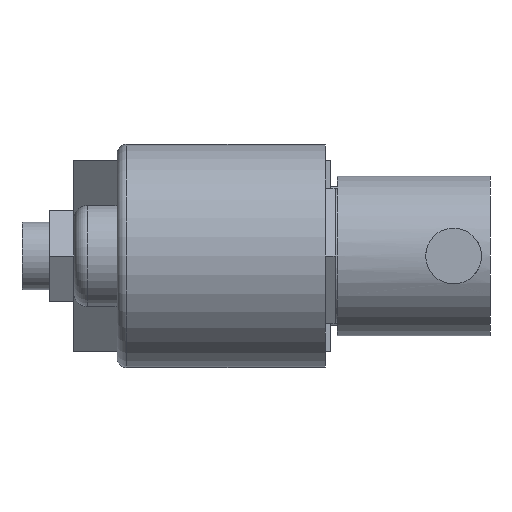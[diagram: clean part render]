
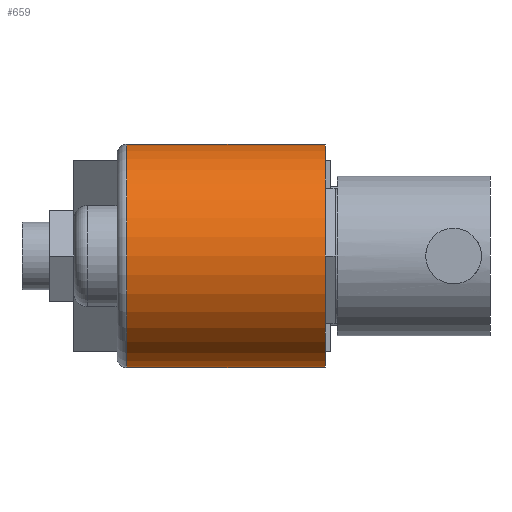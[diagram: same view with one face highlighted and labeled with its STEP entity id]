
A CAD part, left-side view. The second image highlights one B-rep face of the part: STEP entity #659.
In plain terms, the highlighted cylindrical face has radius 21 mm (diameter 42 mm), a partial arc.
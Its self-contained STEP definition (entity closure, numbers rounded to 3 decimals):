
#141 = CARTESIAN_POINT ( 'NONE',  ( 0., 46.82, -21. ) ) ;
#252 = AXIS2_PLACEMENT_3D ( 'NONE', #1862, #2065, #1872 ) ;
#269 = VERTEX_POINT ( 'NONE', #1804 ) ;
#504 = CARTESIAN_POINT ( 'NONE',  ( 0., 48.62, -21. ) ) ;
#527 = DIRECTION ( 'NONE',  ( 0., 1., 0. ) ) ;
#567 = ORIENTED_EDGE ( 'NONE', *, *, #1545, .T. ) ;
#605 = CARTESIAN_POINT ( 'NONE',  ( 0., 46.82, 0. ) ) ;
#659 = ADVANCED_FACE ( 'NONE', ( #1650 ), #2768, .T. ) ;
#725 = LINE ( 'NONE', #504, #952 ) ;
#952 = VECTOR ( 'NONE', #1661, 1000. ) ;
#1002 = LINE ( 'NONE', #1707, #1276 ) ;
#1024 = EDGE_CURVE ( 'NONE', #2788, #269, #1002, .T. ) ;
#1129 = CIRCLE ( 'NONE', #2414, 21. ) ;
#1276 = VECTOR ( 'NONE', #1929, 1000. ) ;
#1445 = ORIENTED_EDGE ( 'NONE', *, *, #1980, .T. ) ;
#1545 = EDGE_CURVE ( 'NONE', #2788, #1578, #1900, .T. ) ;
#1578 = VERTEX_POINT ( 'NONE', #141 ) ;
#1606 = CARTESIAN_POINT ( 'NONE',  ( 0., 9.42, -21. ) ) ;
#1650 = FACE_OUTER_BOUND ( 'NONE', #2361, .T. ) ;
#1661 = DIRECTION ( 'NONE',  ( 0., -1., 0. ) ) ;
#1707 = CARTESIAN_POINT ( 'NONE',  ( 0., 48.62, 21. ) ) ;
#1756 = DIRECTION ( 'NONE',  ( 0., 0., 1. ) ) ;
#1804 = CARTESIAN_POINT ( 'NONE',  ( 0., 9.42, 21. ) ) ;
#1862 = CARTESIAN_POINT ( 'NONE',  ( 0., 48.62, 0. ) ) ;
#1872 = DIRECTION ( 'NONE',  ( 0., 0., -1. ) ) ;
#1900 = CIRCLE ( 'NONE', #2358, 21. ) ;
#1904 = CARTESIAN_POINT ( 'NONE',  ( 0., 9.42, 0. ) ) ;
#1929 = DIRECTION ( 'NONE',  ( 0., -1., 0. ) ) ;
#1980 = EDGE_CURVE ( 'NONE', #2206, #269, #1129, .T. ) ;
#2009 = DIRECTION ( 'NONE',  ( 0., -1., 0. ) ) ;
#2057 = ORIENTED_EDGE ( 'NONE', *, *, #1024, .F. ) ;
#2065 = DIRECTION ( 'NONE',  ( 0., -1., 0. ) ) ;
#2206 = VERTEX_POINT ( 'NONE', #1606 ) ;
#2227 = DIRECTION ( 'NONE',  ( 0., 0., 1. ) ) ;
#2358 = AXIS2_PLACEMENT_3D ( 'NONE', #605, #2009, #2227 ) ;
#2360 = CARTESIAN_POINT ( 'NONE',  ( 0., 46.82, 21. ) ) ;
#2361 = EDGE_LOOP ( 'NONE', ( #2057, #567, #2707, #1445 ) ) ;
#2371 = EDGE_CURVE ( 'NONE', #1578, #2206, #725, .T. ) ;
#2414 = AXIS2_PLACEMENT_3D ( 'NONE', #1904, #527, #1756 ) ;
#2707 = ORIENTED_EDGE ( 'NONE', *, *, #2371, .T. ) ;
#2768 = CYLINDRICAL_SURFACE ( 'NONE', #252, 21. ) ;
#2788 = VERTEX_POINT ( 'NONE', #2360 ) ;
